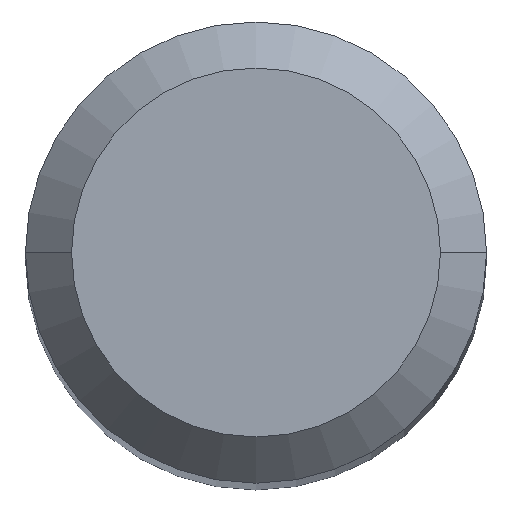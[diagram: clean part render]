
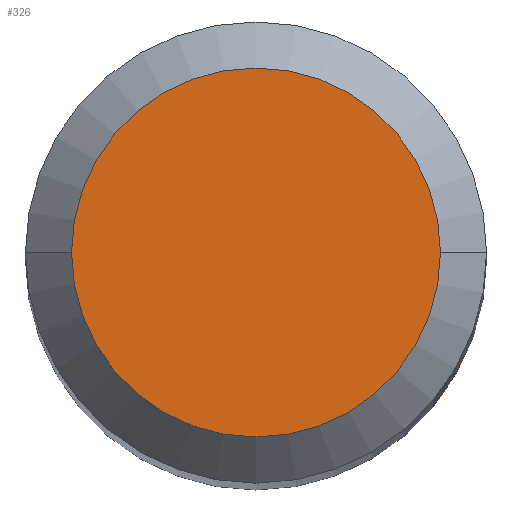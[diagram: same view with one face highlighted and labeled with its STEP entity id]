
A CAD part, top view. The second image highlights one B-rep face of the part: STEP entity #326.
In plain terms, the highlighted planar face has unit normal (0, 0, 1).
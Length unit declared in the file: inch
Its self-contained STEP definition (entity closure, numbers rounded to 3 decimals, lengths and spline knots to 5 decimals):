
#5 = CIRCLE ( 'NONE', #318, 0.04724 ) ;
#21 = ORIENTED_EDGE ( 'NONE', *, *, #58, .T. ) ;
#38 = PLANE ( 'NONE',  #121 ) ;
#53 = DIRECTION ( 'NONE',  ( 1., 0., 0. ) ) ;
#58 = EDGE_CURVE ( 'NONE', #412, #345, #134, .T. ) ;
#69 = CARTESIAN_POINT ( 'NONE',  ( 0., 0., 0. ) ) ;
#79 = CARTESIAN_POINT ( 'NONE',  ( 0., 0., 0. ) ) ;
#104 = DIRECTION ( 'NONE',  ( 0., 0., 1. ) ) ;
#121 = AXIS2_PLACEMENT_3D ( 'NONE', #79, #185, #304 ) ;
#134 = CIRCLE ( 'NONE', #485, 0.04724 ) ;
#153 = CARTESIAN_POINT ( 'NONE',  ( -0.04724, 0., 0. ) ) ;
#171 = DIRECTION ( 'NONE',  ( 0., 0., 1. ) ) ;
#185 = DIRECTION ( 'NONE',  ( 0., 0., -1. ) ) ;
#245 = ORIENTED_EDGE ( 'NONE', *, *, #464, .T. ) ;
#299 = DIRECTION ( 'NONE',  ( 1., 0., 0. ) ) ;
#304 = DIRECTION ( 'NONE',  ( -1., 0., 0. ) ) ;
#316 = EDGE_LOOP ( 'NONE', ( #245, #21 ) ) ;
#318 = AXIS2_PLACEMENT_3D ( 'NONE', #431, #171, #53 ) ;
#321 = CARTESIAN_POINT ( 'NONE',  ( 0.04724, 0., 0. ) ) ;
#326 = ADVANCED_FACE ( 'NONE', ( #462 ), #38, .F. ) ;
#345 = VERTEX_POINT ( 'NONE', #153 ) ;
#412 = VERTEX_POINT ( 'NONE', #321 ) ;
#431 = CARTESIAN_POINT ( 'NONE',  ( 0., 0., 0. ) ) ;
#462 = FACE_OUTER_BOUND ( 'NONE', #316, .T. ) ;
#464 = EDGE_CURVE ( 'NONE', #345, #412, #5, .T. ) ;
#485 = AXIS2_PLACEMENT_3D ( 'NONE', #69, #104, #299 ) ;
